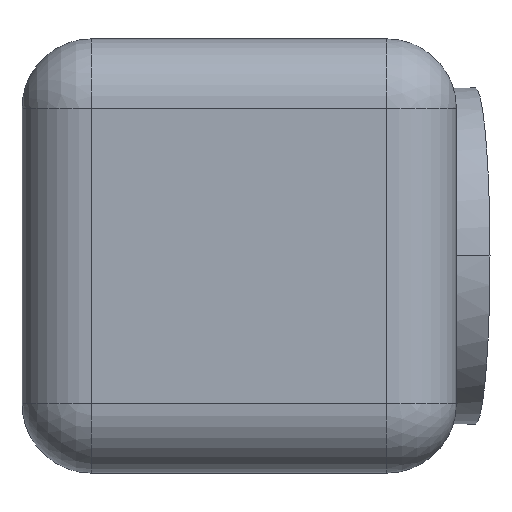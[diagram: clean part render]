
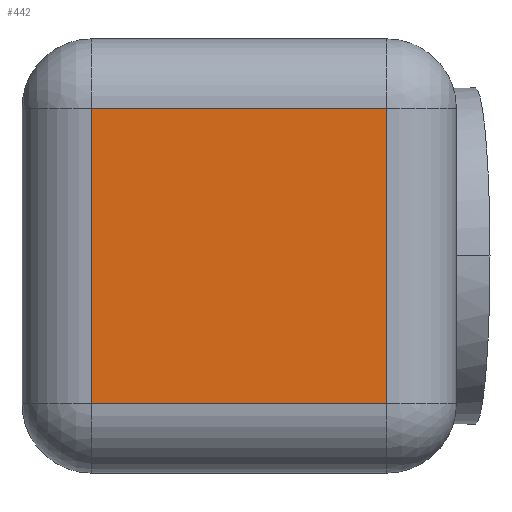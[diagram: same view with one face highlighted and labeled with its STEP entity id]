
A CAD part, left-side view. The second image highlights one B-rep face of the part: STEP entity #442.
In plain terms, the highlighted planar face has unit normal (-1, 0, 0).
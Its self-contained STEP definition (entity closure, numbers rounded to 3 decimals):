
#6 = CARTESIAN_POINT ( 'NONE',  ( -5000., 4200., 1700. ) ) ;
#67 = VERTEX_POINT ( 'NONE', #500 ) ;
#100 = CARTESIAN_POINT ( 'NONE',  ( -5000., 5000., -2500. ) ) ;
#103 = EDGE_CURVE ( 'NONE', #688, #67, #513, .T. ) ;
#135 = LINE ( 'NONE', #480, #177 ) ;
#177 = VECTOR ( 'NONE', #827, 1000. ) ;
#195 = DIRECTION ( 'NONE',  ( 0., 1., 0. ) ) ;
#201 = ORIENTED_EDGE ( 'NONE', *, *, #290, .T. ) ;
#271 = CARTESIAN_POINT ( 'NONE',  ( -5000., 4200., -2500. ) ) ;
#282 = EDGE_CURVE ( 'NONE', #67, #354, #812, .T. ) ;
#288 = CARTESIAN_POINT ( 'NONE',  ( -5000., 4200., -1700. ) ) ;
#290 = EDGE_CURVE ( 'NONE', #614, #688, #135, .T. ) ;
#354 = VERTEX_POINT ( 'NONE', #6 ) ;
#368 = EDGE_CURVE ( 'NONE', #354, #614, #414, .T. ) ;
#377 = FACE_OUTER_BOUND ( 'NONE', #441, .T. ) ;
#379 = CARTESIAN_POINT ( 'NONE',  ( -5000., 800., -2500. ) ) ;
#391 = DIRECTION ( 'NONE',  ( 0., 0., -1. ) ) ;
#414 = LINE ( 'NONE', #271, #726 ) ;
#415 = ORIENTED_EDGE ( 'NONE', *, *, #282, .T. ) ;
#433 = VECTOR ( 'NONE', #195, 1000. ) ;
#441 = EDGE_LOOP ( 'NONE', ( #559, #201, #643, #415 ) ) ;
#442 = ADVANCED_FACE ( 'NONE', ( #377 ), #859, .F. ) ;
#480 = CARTESIAN_POINT ( 'NONE',  ( -5000., 5000., -1700. ) ) ;
#493 = AXIS2_PLACEMENT_3D ( 'NONE', #100, #791, #391 ) ;
#500 = CARTESIAN_POINT ( 'NONE',  ( -5000., 800., 1700. ) ) ;
#513 = LINE ( 'NONE', #379, #657 ) ;
#559 = ORIENTED_EDGE ( 'NONE', *, *, #368, .T. ) ;
#613 = DIRECTION ( 'NONE',  ( 0., 0., -1. ) ) ;
#614 = VERTEX_POINT ( 'NONE', #288 ) ;
#643 = ORIENTED_EDGE ( 'NONE', *, *, #103, .T. ) ;
#657 = VECTOR ( 'NONE', #841, 1000. ) ;
#688 = VERTEX_POINT ( 'NONE', #705 ) ;
#705 = CARTESIAN_POINT ( 'NONE',  ( -5000., 800., -1700. ) ) ;
#726 = VECTOR ( 'NONE', #613, 1000. ) ;
#791 = DIRECTION ( 'NONE',  ( 1., 0., 0. ) ) ;
#812 = LINE ( 'NONE', #891, #433 ) ;
#827 = DIRECTION ( 'NONE',  ( 0., -1., 0. ) ) ;
#841 = DIRECTION ( 'NONE',  ( 0., 0., 1. ) ) ;
#859 = PLANE ( 'NONE',  #493 ) ;
#891 = CARTESIAN_POINT ( 'NONE',  ( -5000., 5000., 1700. ) ) ;
